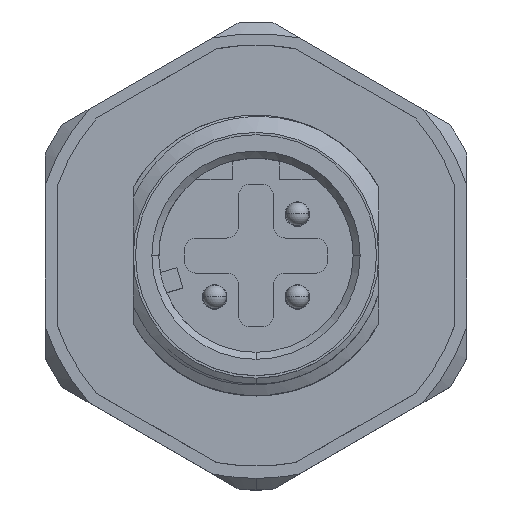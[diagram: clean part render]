
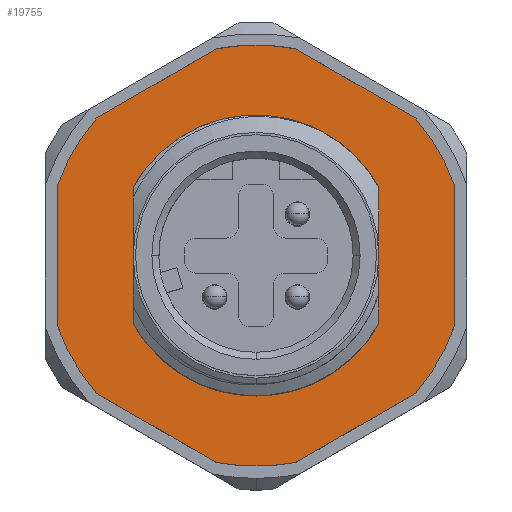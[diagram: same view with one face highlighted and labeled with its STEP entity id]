
A CAD part, top view. The second image highlights one B-rep face of the part: STEP entity #19755.
In plain terms, the highlighted planar face has unit normal (0, 0, 1).
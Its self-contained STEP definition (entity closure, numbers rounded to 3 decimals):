
#304 = DIRECTION ( 'NONE',  ( -0.944, -0.329, 0. ) ) ;
#417 = DIRECTION ( 'NONE',  ( -1., 0., 0. ) ) ;
#489 = VERTEX_POINT ( 'NONE', #499 ) ;
#499 = CARTESIAN_POINT ( 'NONE',  ( 6.812, -5.882, 0. ) ) ;
#630 = EDGE_CURVE ( 'NONE', #19501, #3157, #8032, .T. ) ;
#820 = DIRECTION ( 'NONE',  ( 0., 0., 1. ) ) ;
#1144 = CIRCLE ( 'NONE', #17004, 9. ) ;
#1161 = DIRECTION ( 'NONE',  ( 0., 0., 1. ) ) ;
#1190 = AXIS2_PLACEMENT_3D ( 'NONE', #5705, #13603, #7883 ) ;
#1400 = EDGE_CURVE ( 'NONE', #3185, #21293, #2862, .T. ) ;
#1627 = CIRCLE ( 'NONE', #4053, 9. ) ;
#1892 = CIRCLE ( 'NONE', #22651, 5.25 ) ;
#1907 = CARTESIAN_POINT ( 'NONE',  ( -1.688, 8.84, 0. ) ) ;
#2045 = DIRECTION ( 'NONE',  ( 0.757, -0.654, 0. ) ) ;
#2047 = DIRECTION ( 'NONE',  ( -0.757, 0.654, 0. ) ) ;
#2088 = VERTEX_POINT ( 'NONE', #21369 ) ;
#2292 = DIRECTION ( 'NONE',  ( 0., 1., 0. ) ) ;
#2337 = CARTESIAN_POINT ( 'NONE',  ( 0., 0., 0. ) ) ;
#2441 = CARTESIAN_POINT ( 'NONE',  ( -1.688, 8.84, 0. ) ) ;
#2854 = CIRCLE ( 'NONE', #11826, 5.25 ) ;
#2862 = LINE ( 'NONE', #16496, #4831 ) ;
#3157 = VERTEX_POINT ( 'NONE', #19570 ) ;
#3185 = VERTEX_POINT ( 'NONE', #12402 ) ;
#3248 = VECTOR ( 'NONE', #22661, 1000. ) ;
#3681 = EDGE_CURVE ( 'NONE', #14240, #16602, #19917, .T. ) ;
#3700 = DIRECTION ( 'NONE',  ( 0., 0., 1. ) ) ;
#4053 = AXIS2_PLACEMENT_3D ( 'NONE', #6293, #820, #304 ) ;
#4147 = CARTESIAN_POINT ( 'NONE',  ( 1.688, -8.84, 0. ) ) ;
#4569 = EDGE_CURVE ( 'NONE', #12457, #15885, #18280, .T. ) ;
#4598 = EDGE_CURVE ( 'NONE', #16920, #3185, #1627, .T. ) ;
#4744 = CARTESIAN_POINT ( 'NONE',  ( 5.25, 0., 0. ) ) ;
#4831 = VECTOR ( 'NONE', #6430, 1000. ) ;
#5031 = EDGE_CURVE ( 'NONE', #489, #19501, #17497, .T. ) ;
#5090 = PLANE ( 'NONE',  #7761 ) ;
#5546 = EDGE_CURVE ( 'NONE', #16602, #9872, #9772, .T. ) ;
#5705 = CARTESIAN_POINT ( 'NONE',  ( 0., 0., 0. ) ) ;
#5781 = ORIENTED_EDGE ( 'NONE', *, *, #25138, .T. ) ;
#5813 = ORIENTED_EDGE ( 'NONE', *, *, #1400, .T. ) ;
#5901 = DIRECTION ( 'NONE',  ( 1., 0., 0. ) ) ;
#6033 = CIRCLE ( 'NONE', #13366, 9. ) ;
#6105 = CARTESIAN_POINT ( 'NONE',  ( -6.812, 5.882, 0. ) ) ;
#6278 = DIRECTION ( 'NONE',  ( 0., 0., -1. ) ) ;
#6293 = CARTESIAN_POINT ( 'NONE',  ( 0., 0., 0. ) ) ;
#6430 = DIRECTION ( 'NONE',  ( 0.866, -0.5, 0. ) ) ;
#6513 = AXIS2_PLACEMENT_3D ( 'NONE', #19642, #17590, #2045 ) ;
#6553 = DIRECTION ( 'NONE',  ( -0.866, 0.5, 0. ) ) ;
#6821 = ORIENTED_EDGE ( 'NONE', *, *, #19151, .T. ) ;
#7021 = FACE_BOUND ( 'NONE', #23508, .T. ) ;
#7194 = ORIENTED_EDGE ( 'NONE', *, *, #5031, .T. ) ;
#7569 = EDGE_CURVE ( 'NONE', #23961, #19595, #1892, .T. ) ;
#7706 = ORIENTED_EDGE ( 'NONE', *, *, #4569, .T. ) ;
#7724 = VECTOR ( 'NONE', #10219, 1000. ) ;
#7761 = AXIS2_PLACEMENT_3D ( 'NONE', #12998, #1161, #12869 ) ;
#7883 = DIRECTION ( 'NONE',  ( -0.188, -0.982, 0. ) ) ;
#8032 = LINE ( 'NONE', #15555, #17043 ) ;
#8611 = CARTESIAN_POINT ( 'NONE',  ( 6.812, 5.882, 0. ) ) ;
#8683 = CARTESIAN_POINT ( 'NONE',  ( -8.5, -2.958, 0. ) ) ;
#9602 = DIRECTION ( 'NONE',  ( 0., 0., -1. ) ) ;
#9708 = DIRECTION ( 'NONE',  ( 0.188, 0.982, 0. ) ) ;
#9772 = CIRCLE ( 'NONE', #24033, 9. ) ;
#9836 = CARTESIAN_POINT ( 'NONE',  ( 0., 0., 0. ) ) ;
#9872 = VERTEX_POINT ( 'NONE', #11101 ) ;
#10128 = CIRCLE ( 'NONE', #1190, 9. ) ;
#10183 = EDGE_LOOP ( 'NONE', ( #24432, #23456, #24396, #13183, #5813, #22852, #5781, #7194, #22175, #11743, #7706, #17083 ) ) ;
#10219 = DIRECTION ( 'NONE',  ( -0.866, -0.5, 0. ) ) ;
#10361 = CARTESIAN_POINT ( 'NONE',  ( 8.5, -2.958, 0. ) ) ;
#11101 = CARTESIAN_POINT ( 'NONE',  ( -8.5, 2.958, 0. ) ) ;
#11670 = LINE ( 'NONE', #4147, #19848 ) ;
#11743 = ORIENTED_EDGE ( 'NONE', *, *, #14464, .T. ) ;
#11826 = AXIS2_PLACEMENT_3D ( 'NONE', #2337, #9602, #5901 ) ;
#11926 = DIRECTION ( 'NONE',  ( 0.866, 0.5, 0. ) ) ;
#12219 = DIRECTION ( 'NONE',  ( 0.944, 0.329, 0. ) ) ;
#12402 = CARTESIAN_POINT ( 'NONE',  ( -6.812, -5.882, 0. ) ) ;
#12457 = VERTEX_POINT ( 'NONE', #8611 ) ;
#12869 = DIRECTION ( 'NONE',  ( 1., 0., 0. ) ) ;
#12998 = CARTESIAN_POINT ( 'NONE',  ( 0., 0., 0. ) ) ;
#13183 = ORIENTED_EDGE ( 'NONE', *, *, #4598, .T. ) ;
#13366 = AXIS2_PLACEMENT_3D ( 'NONE', #22050, #24093, #12219 ) ;
#13603 = DIRECTION ( 'NONE',  ( 0., 0., 1. ) ) ;
#14172 = CARTESIAN_POINT ( 'NONE',  ( 0., 0., 0. ) ) ;
#14240 = VERTEX_POINT ( 'NONE', #1907 ) ;
#14464 = EDGE_CURVE ( 'NONE', #3157, #12457, #6033, .T. ) ;
#14734 = ORIENTED_EDGE ( 'NONE', *, *, #7569, .T. ) ;
#15041 = VECTOR ( 'NONE', #6553, 1000. ) ;
#15555 = CARTESIAN_POINT ( 'NONE',  ( 8.5, -2.958, 0. ) ) ;
#15647 = EDGE_CURVE ( 'NONE', #21293, #2088, #10128, .T. ) ;
#15866 = CARTESIAN_POINT ( 'NONE',  ( 6.812, 5.882, 0. ) ) ;
#15885 = VERTEX_POINT ( 'NONE', #23933 ) ;
#16342 = CARTESIAN_POINT ( 'NONE',  ( -5.25, 0., 0. ) ) ;
#16496 = CARTESIAN_POINT ( 'NONE',  ( -6.812, -5.882, 0. ) ) ;
#16602 = VERTEX_POINT ( 'NONE', #6105 ) ;
#16703 = FACE_OUTER_BOUND ( 'NONE', #10183, .T. ) ;
#16896 = CARTESIAN_POINT ( 'NONE',  ( -1.688, -8.84, 0. ) ) ;
#16920 = VERTEX_POINT ( 'NONE', #8683 ) ;
#17004 = AXIS2_PLACEMENT_3D ( 'NONE', #9836, #21701, #9708 ) ;
#17043 = VECTOR ( 'NONE', #2292, 1000. ) ;
#17083 = ORIENTED_EDGE ( 'NONE', *, *, #22255, .T. ) ;
#17497 = CIRCLE ( 'NONE', #6513, 9. ) ;
#17590 = DIRECTION ( 'NONE',  ( 0., 0., 1. ) ) ;
#17593 = CARTESIAN_POINT ( 'NONE',  ( 0., 0., 0. ) ) ;
#18151 = EDGE_CURVE ( 'NONE', #9872, #16920, #23176, .T. ) ;
#18280 = LINE ( 'NONE', #15866, #15041 ) ;
#19151 = EDGE_CURVE ( 'NONE', #19595, #23961, #2854, .T. ) ;
#19501 = VERTEX_POINT ( 'NONE', #10361 ) ;
#19570 = CARTESIAN_POINT ( 'NONE',  ( 8.5, 2.958, 0. ) ) ;
#19595 = VERTEX_POINT ( 'NONE', #4744 ) ;
#19642 = CARTESIAN_POINT ( 'NONE',  ( 0., 0., 0. ) ) ;
#19755 = ADVANCED_FACE ( 'NONE', ( #7021, #16703 ), #5090, .T. ) ;
#19848 = VECTOR ( 'NONE', #11926, 1000. ) ;
#19917 = LINE ( 'NONE', #2441, #7724 ) ;
#21141 = CARTESIAN_POINT ( 'NONE',  ( -8.5, 2.958, 0. ) ) ;
#21293 = VERTEX_POINT ( 'NONE', #16896 ) ;
#21369 = CARTESIAN_POINT ( 'NONE',  ( 1.688, -8.84, 0. ) ) ;
#21701 = DIRECTION ( 'NONE',  ( 0., 0., 1. ) ) ;
#22050 = CARTESIAN_POINT ( 'NONE',  ( 0., 0., 0. ) ) ;
#22175 = ORIENTED_EDGE ( 'NONE', *, *, #630, .T. ) ;
#22255 = EDGE_CURVE ( 'NONE', #15885, #14240, #1144, .T. ) ;
#22651 = AXIS2_PLACEMENT_3D ( 'NONE', #14172, #6278, #417 ) ;
#22661 = DIRECTION ( 'NONE',  ( 0., -1., 0. ) ) ;
#22852 = ORIENTED_EDGE ( 'NONE', *, *, #15647, .T. ) ;
#23176 = LINE ( 'NONE', #21141, #3248 ) ;
#23456 = ORIENTED_EDGE ( 'NONE', *, *, #5546, .T. ) ;
#23508 = EDGE_LOOP ( 'NONE', ( #14734, #6821 ) ) ;
#23933 = CARTESIAN_POINT ( 'NONE',  ( 1.688, 8.84, 0. ) ) ;
#23961 = VERTEX_POINT ( 'NONE', #16342 ) ;
#24033 = AXIS2_PLACEMENT_3D ( 'NONE', #17593, #3700, #2047 ) ;
#24093 = DIRECTION ( 'NONE',  ( 0., 0., 1. ) ) ;
#24396 = ORIENTED_EDGE ( 'NONE', *, *, #18151, .T. ) ;
#24432 = ORIENTED_EDGE ( 'NONE', *, *, #3681, .T. ) ;
#25138 = EDGE_CURVE ( 'NONE', #2088, #489, #11670, .T. ) ;
